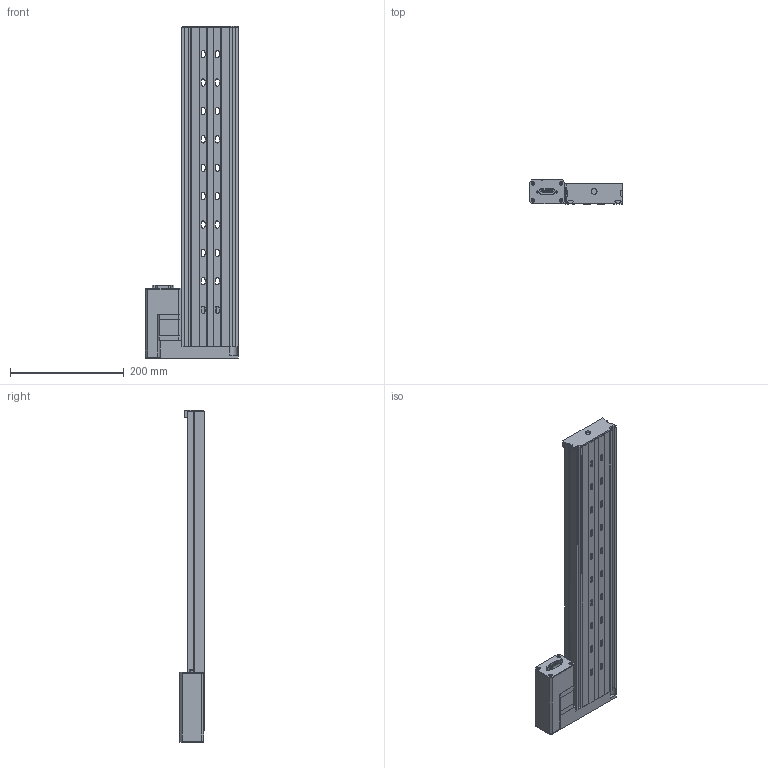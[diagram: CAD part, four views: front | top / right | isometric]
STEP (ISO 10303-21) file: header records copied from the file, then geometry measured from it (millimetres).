
FILE_DESCRIPTION (( 'STEP AP203' ), '1' );
FILE_NAME ('LRQ450xP-E01T3A.step', '2023-05-17T23:47:50', ( '' ), ( '' ), 'SwSTEP 2.0', 'SolidWorks 2019', '' );
FILE_SCHEMA (( 'CONFIG_CONTROL_DESIGN' ));
Length unit declared in the file: millimetre
Products named in the file (4): LRQ450xP-E01T3A; LRQ_base^LRQ_LRQ450P; LRQ_carriage^LRQ_LRQ; NMS17_motor^LRQ_LRQ-T3A
Assembly tree (3 placements, depth 2):
  LRQ450xP-E01T3A
    LRQ_base^LRQ_LRQ450P
    LRQ_carriage^LRQ_LRQ
    NMS17_motor^LRQ_LRQ-T3A
Bounding box: 164 x 42.5 x 584.8 mm (x, y, z)
Volume: 1200966.7 mm3; surface area: 412599.3 mm2
Topology: 32 solids, 32 shells, 932 faces, 2361 edges, 1563 vertices
Faces by surface type: plane 566, cylinder 332, cone 26, torus 8
Entity records: 28864 total; most frequent: CARTESIAN_POINT 5178, DIRECTION 4916, ORIENTED_EDGE 4706, EDGE_CURVE 2353, AXIS2_PLACEMENT_3D 1665, VECTOR 1586, LINE 1586, VERTEX_POINT 1563
